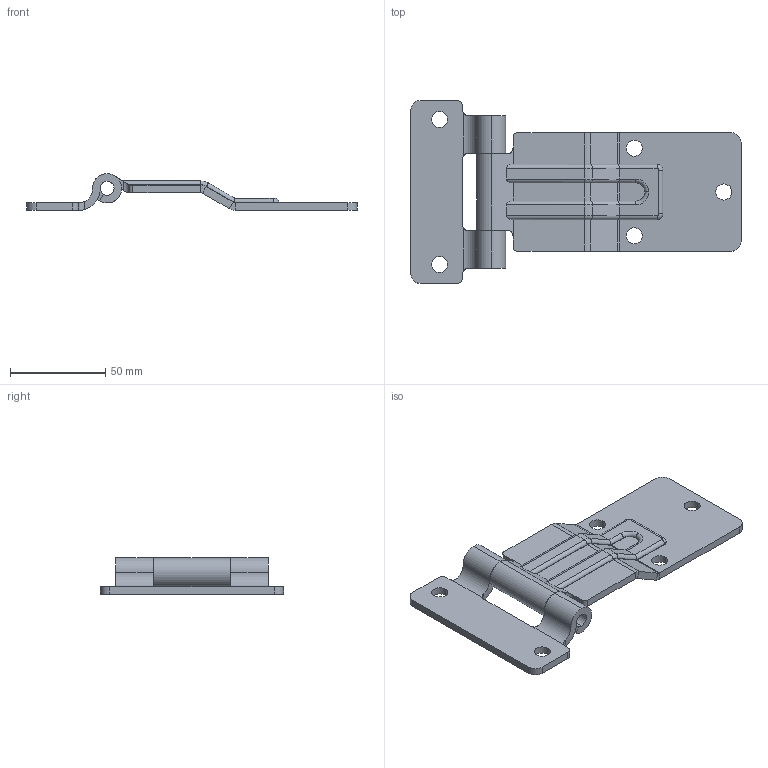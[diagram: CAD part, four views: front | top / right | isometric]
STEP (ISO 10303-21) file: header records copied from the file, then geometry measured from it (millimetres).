
FILE_DESCRIPTION (( 'STEP AP203' ), '1' );
FILE_NAME ('Side Door Hinge - Short (Lombardi).STEP', '2014-01-25T04:02:59', ( 'John Massey' ), ( 'Microsoft' ), 'SwSTEP 2.0', 'SolidWorks 2014', '' );
FILE_SCHEMA (( 'CONFIG_CONTROL_DESIGN' ));
Length unit declared in the file: millimetre
Products named in the file (3): 070922016 (1); 070922016 (2); Side Door Hinge - Short (Lombardi)
Assembly tree (2 placements, depth 2):
  Side Door Hinge - Short (Lombardi)
    070922016 (1)
    070922016 (2)
Bounding box: 173 x 96 x 19.15 mm (x, y, z)
Volume: 55912 mm3; surface area: 30590.7 mm2
Topology: 2 solids, 2 shells, 135 faces, 354 edges, 223 vertices
Faces by surface type: cylinder 74, plane 53, torus 8
Entity records: 4582 total; most frequent: CARTESIAN_POINT 875, DIRECTION 751, ORIENTED_EDGE 708, EDGE_CURVE 354, AXIS2_PLACEMENT_3D 279, VERTEX_POINT 223, LINE 193, VECTOR 193
